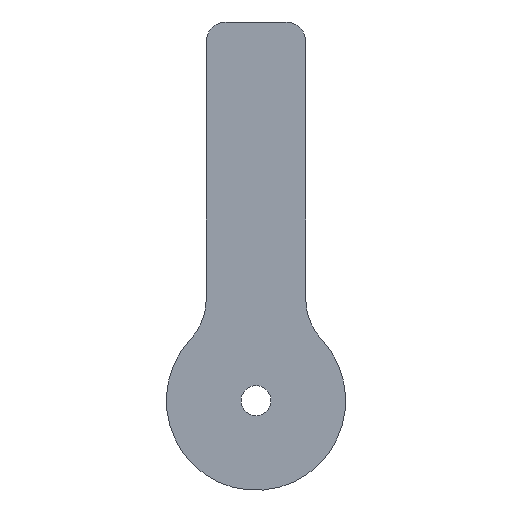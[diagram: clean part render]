
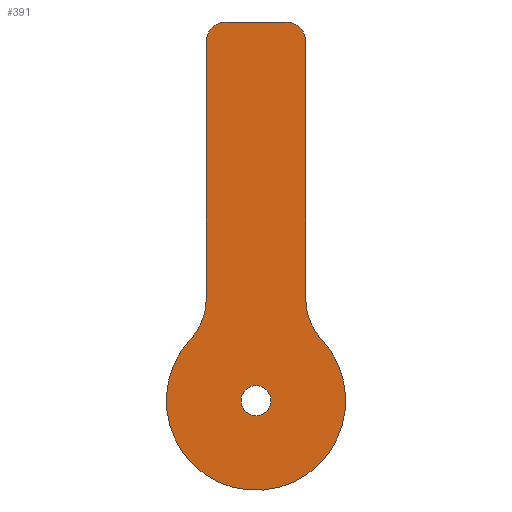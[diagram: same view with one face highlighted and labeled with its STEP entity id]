
A CAD part, left-side view. The second image highlights one B-rep face of the part: STEP entity #391.
In plain terms, the highlighted planar face has unit normal (-1, 0, 0).
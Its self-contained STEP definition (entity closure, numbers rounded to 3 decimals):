
#84=CARTESIAN_POINT('',(0.0,1.5,0.));
#85=VERTEX_POINT('',#84);
#86=CARTESIAN_POINT('',(0.0,0.,0.));
#87=DIRECTION('',(1.0,0.0,0.0));
#88=DIRECTION('',(0.0,-1.0,0.0));
#89=AXIS2_PLACEMENT_3D('',#86,#87,#88);
#90=CIRCLE('',#89,1.5);
#91=EDGE_CURVE('',#85,#85,#90,.T.);
#101=CARTESIAN_POINT('',(0.0,-5.,36.));
#102=VERTEX_POINT('',#101);
#103=CARTESIAN_POINT('',(0.0,-5.,10.198));
#104=VERTEX_POINT('',#103);
#105=CARTESIAN_POINT('',(0.0,-5.,36.));
#106=DIRECTION('',(0.0,0.0,-1.0));
#107=VECTOR('',#106,25.802);
#108=LINE('',#105,#107);
#109=EDGE_CURVE('',#102,#104,#108,.T.);
#141=CARTESIAN_POINT('',(0.0,-3.,38.));
#142=VERTEX_POINT('',#141);
#143=CARTESIAN_POINT('',(0.0,-3.,36.));
#144=DIRECTION('',(1.0,0.0,0.0));
#145=DIRECTION('',(0.0,0.0,1.0));
#146=AXIS2_PLACEMENT_3D('',#143,#144,#145);
#147=CIRCLE('',#146,2.);
#148=EDGE_CURVE('',#142,#102,#147,.T.);
#174=CARTESIAN_POINT('',(0.0,3.,38.));
#175=VERTEX_POINT('',#174);
#176=CARTESIAN_POINT('',(0.0,3.,38.));
#177=DIRECTION('',(0.0,-1.0,0.0));
#178=VECTOR('',#177,6.);
#179=LINE('',#176,#178);
#180=EDGE_CURVE('',#175,#142,#179,.T.);
#205=CARTESIAN_POINT('',(0.0,5.,36.));
#206=VERTEX_POINT('',#205);
#207=CARTESIAN_POINT('',(0.0,3.,36.));
#208=DIRECTION('',(1.0,0.0,0.0));
#209=DIRECTION('',(0.0,1.0,0.0));
#210=AXIS2_PLACEMENT_3D('',#207,#208,#209);
#211=CIRCLE('',#210,2.);
#212=EDGE_CURVE('',#206,#175,#211,.T.);
#238=CARTESIAN_POINT('',(0.0,5.,10.198));
#239=VERTEX_POINT('',#238);
#240=CARTESIAN_POINT('',(0.0,5.,10.198));
#241=DIRECTION('',(0.0,0.0,1.0));
#242=VECTOR('',#241,25.802);
#243=LINE('',#240,#242);
#244=EDGE_CURVE('',#239,#206,#243,.T.);
#269=CARTESIAN_POINT('',(0.0,6.6,6.119));
#270=VERTEX_POINT('',#269);
#271=CARTESIAN_POINT('',(0.0,11.,10.198));
#272=DIRECTION('',(-1.0,0.0,0.0));
#273=DIRECTION('',(0.0,1.0,0.0));
#274=AXIS2_PLACEMENT_3D('',#271,#272,#273);
#275=CIRCLE('',#274,6.);
#276=EDGE_CURVE('',#270,#239,#275,.T.);
#302=CARTESIAN_POINT('',(0.0,-6.6,6.119));
#303=VERTEX_POINT('',#302);
#304=CARTESIAN_POINT('',(0.0,0.0,0.0));
#305=DIRECTION('',(1.0,0.0,0.0));
#306=DIRECTION('',(0.0,-0.733,0.68));
#307=AXIS2_PLACEMENT_3D('',#304,#305,#306);
#308=CIRCLE('',#307,9.);
#309=EDGE_CURVE('',#303,#270,#308,.T.);
#335=CARTESIAN_POINT('',(0.0,-11.,10.198));
#336=DIRECTION('',(-1.0,0.0,0.0));
#337=DIRECTION('',(0.0,-0.733,0.68));
#338=AXIS2_PLACEMENT_3D('',#335,#336,#337);
#339=CIRCLE('',#338,6.);
#340=EDGE_CURVE('',#104,#303,#339,.T.);
#373=CARTESIAN_POINT('',(0.0,0.,15.554));
#374=DIRECTION('',(1.0,0.0,0.0));
#375=DIRECTION('',(0.0,0.0,-1.0));
#376=AXIS2_PLACEMENT_3D('',#373,#374,#375);
#377=PLANE('',#376);
#378=ORIENTED_EDGE('',*,*,#340,.F.);
#379=ORIENTED_EDGE('',*,*,#109,.F.);
#380=ORIENTED_EDGE('',*,*,#148,.F.);
#381=ORIENTED_EDGE('',*,*,#180,.F.);
#382=ORIENTED_EDGE('',*,*,#212,.F.);
#383=ORIENTED_EDGE('',*,*,#244,.F.);
#384=ORIENTED_EDGE('',*,*,#276,.F.);
#385=ORIENTED_EDGE('',*,*,#309,.F.);
#386=EDGE_LOOP('',(#378,#379,#380,#381,#382,#383,#384,#385));
#387=FACE_OUTER_BOUND('',#386,.T.);
#388=ORIENTED_EDGE('',*,*,#91,.T.);
#389=EDGE_LOOP('',(#388));
#390=FACE_BOUND('',#389,.T.);
#391=ADVANCED_FACE('',(#387,#390),#377,.F.);
